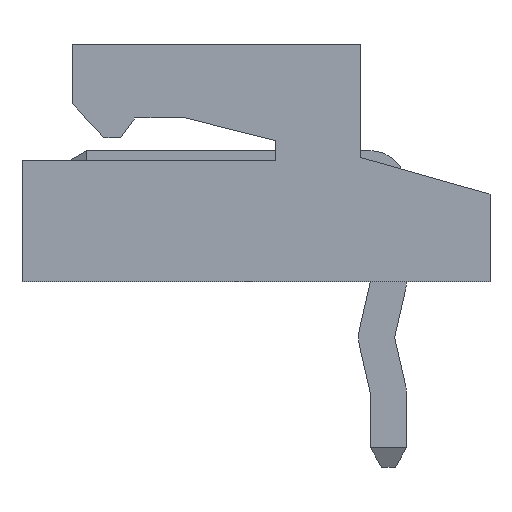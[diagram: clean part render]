
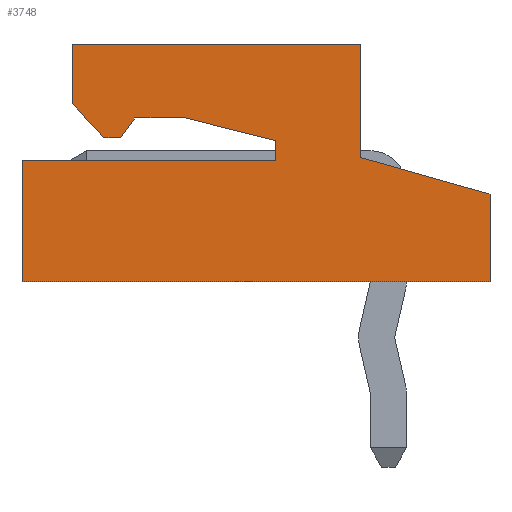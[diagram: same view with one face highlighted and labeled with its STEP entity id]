
A CAD part, left-side view. The second image highlights one B-rep face of the part: STEP entity #3748.
In plain terms, the highlighted planar face has unit normal (-1, 0, 0).
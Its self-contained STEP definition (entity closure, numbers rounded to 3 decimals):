
#292=ORIENTED_EDGE('',*,*,#987,.F.);
#293=ORIENTED_EDGE('',*,*,#976,.T.);
#294=ORIENTED_EDGE('',*,*,#988,.T.);
#295=ORIENTED_EDGE('',*,*,#989,.T.);
#296=ORIENTED_EDGE('',*,*,#990,.T.);
#297=ORIENTED_EDGE('',*,*,#952,.F.);
#298=ORIENTED_EDGE('',*,*,#966,.T.);
#299=ORIENTED_EDGE('',*,*,#991,.F.);
#300=ORIENTED_EDGE('',*,*,#992,.F.);
#301=ORIENTED_EDGE('',*,*,#993,.F.);
#302=ORIENTED_EDGE('',*,*,#994,.F.);
#303=ORIENTED_EDGE('',*,*,#995,.F.);
#304=ORIENTED_EDGE('',*,*,#996,.F.);
#305=ORIENTED_EDGE('',*,*,#997,.F.);
#952=EDGE_CURVE('',#1310,#1311,#1580,.T.);
#966=EDGE_CURVE('',#1310,#1323,#1594,.T.);
#976=EDGE_CURVE('',#1334,#1333,#1604,.T.);
#987=EDGE_CURVE('',#1334,#1340,#1615,.T.);
#988=EDGE_CURVE('',#1333,#1341,#1616,.T.);
#989=EDGE_CURVE('',#1341,#1342,#1617,.T.);
#990=EDGE_CURVE('',#1342,#1311,#1618,.T.);
#991=EDGE_CURVE('',#1343,#1323,#1619,.T.);
#992=EDGE_CURVE('',#1344,#1343,#1620,.T.);
#993=EDGE_CURVE('',#1345,#1344,#1621,.T.);
#994=EDGE_CURVE('',#1346,#1345,#1622,.T.);
#995=EDGE_CURVE('',#1347,#1346,#1623,.T.);
#996=EDGE_CURVE('',#1348,#1347,#1624,.T.);
#997=EDGE_CURVE('',#1340,#1348,#1625,.T.);
#1310=VERTEX_POINT('',#4976);
#1311=VERTEX_POINT('',#4978);
#1323=VERTEX_POINT('',#5004);
#1333=VERTEX_POINT('',#5025);
#1334=VERTEX_POINT('',#5027);
#1340=VERTEX_POINT('',#5046);
#1341=VERTEX_POINT('',#5048);
#1342=VERTEX_POINT('',#5050);
#1343=VERTEX_POINT('',#5053);
#1344=VERTEX_POINT('',#5055);
#1345=VERTEX_POINT('',#5057);
#1346=VERTEX_POINT('',#5059);
#1347=VERTEX_POINT('',#5061);
#1348=VERTEX_POINT('',#5063);
#1580=LINE('',#4977,#1938);
#1594=LINE('',#5005,#1952);
#1604=LINE('',#5026,#1962);
#1615=LINE('',#5045,#1973);
#1616=LINE('',#5047,#1974);
#1617=LINE('',#5049,#1975);
#1618=LINE('',#5051,#1976);
#1619=LINE('',#5052,#1977);
#1620=LINE('',#5054,#1978);
#1621=LINE('',#5056,#1979);
#1622=LINE('',#5058,#1980);
#1623=LINE('',#5060,#1981);
#1624=LINE('',#5062,#1982);
#1625=LINE('',#5064,#1983);
#1938=VECTOR('',#4238,1000.);
#1952=VECTOR('',#4254,1000.);
#1962=VECTOR('',#4266,1000.);
#1973=VECTOR('',#4281,1000.);
#1974=VECTOR('',#4282,1000.);
#1975=VECTOR('',#4283,1000.);
#1976=VECTOR('',#4284,1000.);
#1977=VECTOR('',#4285,1000.);
#1978=VECTOR('',#4286,1000.);
#1979=VECTOR('',#4287,1000.);
#1980=VECTOR('',#4288,1000.);
#1981=VECTOR('',#4289,1000.);
#1982=VECTOR('',#4290,1000.);
#1983=VECTOR('',#4291,1000.);
#2254=EDGE_LOOP('',(#292,#293,#294,#295,#296,#297,#298,#299,#300,#301,#302,
#303,#304,#305));
#2408=FACE_BOUND('',#2254,.T.);
#2554=PLANE('',#3925);
#3748=ADVANCED_FACE('',(#2408),#2554,.T.);
#3925=AXIS2_PLACEMENT_3D('',#5044,#4279,#4280);
#4238=DIRECTION('',(0.,1.,0.));
#4254=DIRECTION('',(0.,0.,1.));
#4266=DIRECTION('',(0.,1.,0.));
#4279=DIRECTION('',(-1.,0.,0.));
#4280=DIRECTION('',(0.,0.,1.));
#4281=DIRECTION('',(0.,0.,-1.));
#4282=DIRECTION('',(0.,0.,-1.));
#4283=DIRECTION('',(0.,-1.,0.));
#4284=DIRECTION('',(0.,-0.272,0.962));
#4285=DIRECTION('',(0.,-1.,0.));
#4286=DIRECTION('',(0.,-0.737,0.676));
#4287=DIRECTION('',(0.,0.,1.));
#4288=DIRECTION('',(0.,0.814,0.581));
#4289=DIRECTION('',(0.,0.,1.));
#4290=DIRECTION('',(0.,-0.243,0.97));
#4291=DIRECTION('',(0.,-1.,0.));
#4976=CARTESIAN_POINT('',(-3.75,-1.9,-3.));
#4977=CARTESIAN_POINT('',(-3.75,-1.9,-3.));
#4978=CARTESIAN_POINT('',(-3.75,0.1,-3.));
#5004=CARTESIAN_POINT('',(-3.75,-1.9,2.1));
#5005=CARTESIAN_POINT('',(-3.75,-1.9,-3.));
#5025=CARTESIAN_POINT('',(-3.75,2.3,3.));
#5026=CARTESIAN_POINT('',(-3.75,-1.9,3.));
#5027=CARTESIAN_POINT('',(-3.75,0.15,3.));
#5044=CARTESIAN_POINT('',(-3.75,-1.9,-3.));
#5045=CARTESIAN_POINT('',(-3.75,0.15,-1.5));
#5046=CARTESIAN_POINT('',(-3.75,0.15,-1.5));
#5047=CARTESIAN_POINT('',(-3.75,2.3,3.));
#5048=CARTESIAN_POINT('',(-3.75,2.3,-5.3));
#5049=CARTESIAN_POINT('',(-3.75,2.3,-5.3));
#5050=CARTESIAN_POINT('',(-3.75,0.75,-5.3));
#5051=CARTESIAN_POINT('',(-3.75,0.75,-5.3));
#5052=CARTESIAN_POINT('',(-3.75,-0.85,2.1));
#5053=CARTESIAN_POINT('',(-3.75,-0.85,2.1));
#5054=CARTESIAN_POINT('',(-3.75,-0.25,1.55));
#5055=CARTESIAN_POINT('',(-3.75,-0.25,1.55));
#5056=CARTESIAN_POINT('',(-3.75,-0.25,1.55));
#5057=CARTESIAN_POINT('',(-3.75,-0.25,1.25));
#5058=CARTESIAN_POINT('',(-3.75,-0.25,1.25));
#5059=CARTESIAN_POINT('',(-3.75,-0.6,1.));
#5060=CARTESIAN_POINT('',(-3.75,-0.6,1.));
#5061=CARTESIAN_POINT('',(-3.75,-0.6,0.1));
#5062=CARTESIAN_POINT('',(-3.75,-0.2,-1.5));
#5063=CARTESIAN_POINT('',(-3.75,-0.2,-1.5));
#5064=CARTESIAN_POINT('',(-3.75,0.15,-1.5));
